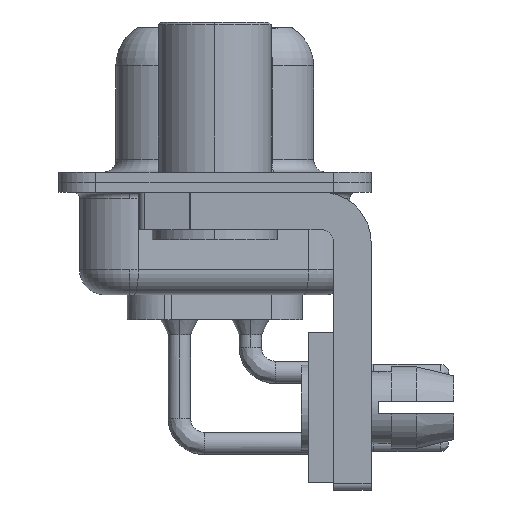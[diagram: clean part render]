
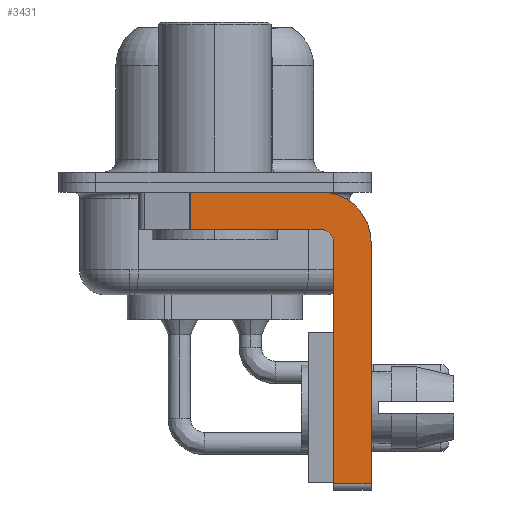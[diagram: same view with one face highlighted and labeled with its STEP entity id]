
A CAD part, left-side view. The second image highlights one B-rep face of the part: STEP entity #3431.
In plain terms, the highlighted planar face has unit normal (-1, 0, 0).
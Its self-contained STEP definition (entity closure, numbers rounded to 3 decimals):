
#47 = VECTOR ( 'NONE', #15959, 1000. ) ;
#125 = EDGE_CURVE ( 'NONE', #2815, #9583, #4776, .T. ) ;
#253 = EDGE_LOOP ( 'NONE', ( #8553, #9313, #19450, #19117, #3399, #6428, #4162, #1361 ) ) ;
#454 = VERTEX_POINT ( 'NONE', #5151 ) ;
#651 = VERTEX_POINT ( 'NONE', #4542 ) ;
#1185 = PLANE ( 'NONE',  #8611 ) ;
#1361 = ORIENTED_EDGE ( 'NONE', *, *, #17685, .F. ) ;
#1441 = EDGE_CURVE ( 'NONE', #454, #11914, #13845, .T. ) ;
#1982 = VERTEX_POINT ( 'NONE', #17176 ) ;
#2225 = VECTOR ( 'NONE', #3595, 1000. ) ;
#2373 = EDGE_CURVE ( 'NONE', #454, #9583, #15385, .T. ) ;
#2815 = VERTEX_POINT ( 'NONE', #3373 ) ;
#2876 = DIRECTION ( 'NONE',  ( 0., 0., 1. ) ) ;
#3205 = CIRCLE ( 'NONE', #17231, 2. ) ;
#3373 = CARTESIAN_POINT ( 'NONE',  ( -2.9, -6.25, -2.4 ) ) ;
#3399 = ORIENTED_EDGE ( 'NONE', *, *, #1441, .F. ) ;
#3428 = CARTESIAN_POINT ( 'NONE',  ( -2.9, 3., -0.4 ) ) ;
#3431 = ADVANCED_FACE ( 'NONE', ( #13937 ), #1185, .F. ) ;
#3595 = DIRECTION ( 'NONE',  ( 0., 1., 0. ) ) ;
#3597 = CARTESIAN_POINT ( 'NONE',  ( -2.9, -4.25, -2.4 ) ) ;
#3769 = CARTESIAN_POINT ( 'NONE',  ( -2.9, -4.25, -1.9 ) ) ;
#4025 = CARTESIAN_POINT ( 'NONE',  ( -2.9, -4.75, -12.3 ) ) ;
#4162 = ORIENTED_EDGE ( 'NONE', *, *, #125, .F. ) ;
#4243 = CARTESIAN_POINT ( 'NONE',  ( -2.9, -4.25, -12.05 ) ) ;
#4542 = CARTESIAN_POINT ( 'NONE',  ( -2.9, 0.978, -0.4 ) ) ;
#4776 = LINE ( 'NONE', #10033, #16316 ) ;
#5151 = CARTESIAN_POINT ( 'NONE',  ( -2.9, -4.75, -12.05 ) ) ;
#5158 = DIRECTION ( 'NONE',  ( 0., 0., 1. ) ) ;
#6100 = DIRECTION ( 'NONE',  ( 0., 0., -1. ) ) ;
#6349 = CARTESIAN_POINT ( 'NONE',  ( -2.9, -4.25, -2.4 ) ) ;
#6428 = ORIENTED_EDGE ( 'NONE', *, *, #2373, .T. ) ;
#6779 = CARTESIAN_POINT ( 'NONE',  ( -2.9, -4.25, -1.9 ) ) ;
#7356 = EDGE_CURVE ( 'NONE', #651, #1982, #12086, .T. ) ;
#7960 = DIRECTION ( 'NONE',  ( 0., 0., -1. ) ) ;
#8021 = EDGE_CURVE ( 'NONE', #8594, #13724, #14723, .T. ) ;
#8440 = DIRECTION ( 'NONE',  ( 0., 0., -1. ) ) ;
#8553 = ORIENTED_EDGE ( 'NONE', *, *, #7356, .F. ) ;
#8594 = VERTEX_POINT ( 'NONE', #3769 ) ;
#8611 = AXIS2_PLACEMENT_3D ( 'NONE', #11133, #11013, #10941 ) ;
#9313 = ORIENTED_EDGE ( 'NONE', *, *, #10814, .T. ) ;
#9583 = VERTEX_POINT ( 'NONE', #17618 ) ;
#9721 = VECTOR ( 'NONE', #2876, 1000. ) ;
#10033 = CARTESIAN_POINT ( 'NONE',  ( -2.9, -6.25, -2.4 ) ) ;
#10814 = EDGE_CURVE ( 'NONE', #651, #13724, #13677, .T. ) ;
#10941 = DIRECTION ( 'NONE',  ( 0., 0., -1. ) ) ;
#11013 = DIRECTION ( 'NONE',  ( 1., 0., 0. ) ) ;
#11133 = CARTESIAN_POINT ( 'NONE',  ( -2.9, -4.25, -2.4 ) ) ;
#11254 = VECTOR ( 'NONE', #17272, 1000. ) ;
#11397 = AXIS2_PLACEMENT_3D ( 'NONE', #3597, #14578, #5158 ) ;
#11914 = VERTEX_POINT ( 'NONE', #13296 ) ;
#12086 = LINE ( 'NONE', #3428, #47 ) ;
#13296 = CARTESIAN_POINT ( 'NONE',  ( -2.9, -4.75, -2.4 ) ) ;
#13677 = LINE ( 'NONE', #13919, #14164 ) ;
#13724 = VERTEX_POINT ( 'NONE', #17221 ) ;
#13845 = LINE ( 'NONE', #4025, #9721 ) ;
#13919 = CARTESIAN_POINT ( 'NONE',  ( -2.9, 0.978, -1.9 ) ) ;
#13937 = FACE_OUTER_BOUND ( 'NONE', #253, .T. ) ;
#14164 = VECTOR ( 'NONE', #6100, 1000. ) ;
#14578 = DIRECTION ( 'NONE',  ( -1., 0., 0. ) ) ;
#14723 = LINE ( 'NONE', #6779, #2225 ) ;
#14782 = CIRCLE ( 'NONE', #11397, 0.5 ) ;
#15385 = LINE ( 'NONE', #4243, #11254 ) ;
#15959 = DIRECTION ( 'NONE',  ( 0., -1., 0. ) ) ;
#16316 = VECTOR ( 'NONE', #8440, 1000. ) ;
#16518 = EDGE_CURVE ( 'NONE', #11914, #8594, #14782, .T. ) ;
#17176 = CARTESIAN_POINT ( 'NONE',  ( -2.9, -4.25, -0.4 ) ) ;
#17221 = CARTESIAN_POINT ( 'NONE',  ( -2.9, 0.978, -1.9 ) ) ;
#17231 = AXIS2_PLACEMENT_3D ( 'NONE', #6349, #17289, #7960 ) ;
#17272 = DIRECTION ( 'NONE',  ( 0., -1., 0. ) ) ;
#17289 = DIRECTION ( 'NONE',  ( 1., 0., 0. ) ) ;
#17618 = CARTESIAN_POINT ( 'NONE',  ( -2.9, -6.25, -12.05 ) ) ;
#17685 = EDGE_CURVE ( 'NONE', #1982, #2815, #3205, .T. ) ;
#19117 = ORIENTED_EDGE ( 'NONE', *, *, #16518, .F. ) ;
#19450 = ORIENTED_EDGE ( 'NONE', *, *, #8021, .F. ) ;
